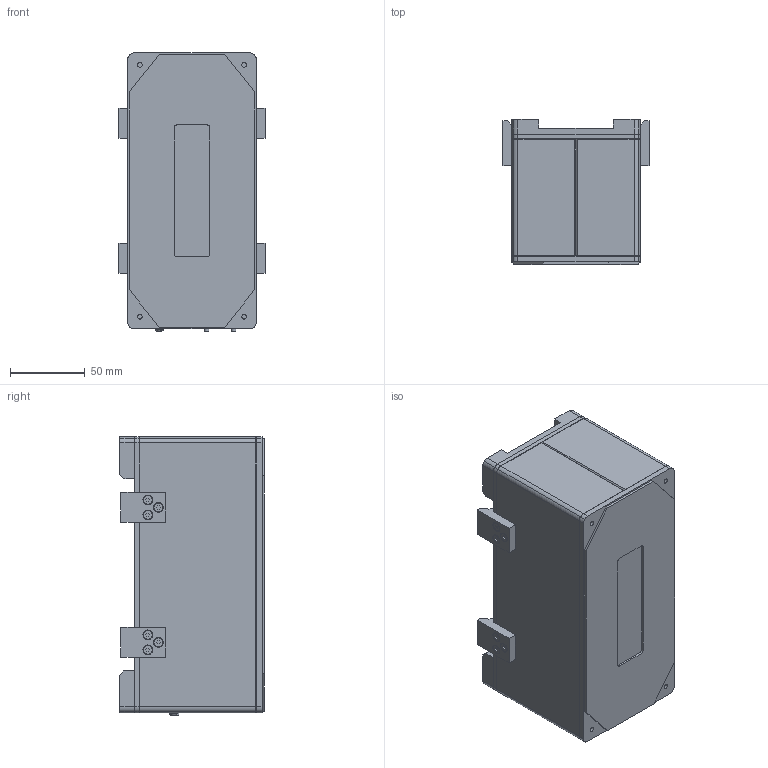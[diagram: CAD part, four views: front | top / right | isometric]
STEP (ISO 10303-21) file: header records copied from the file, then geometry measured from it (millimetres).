
FILE_DESCRIPTION (( 'STEP AP203' ), '1' );
FILE_NAME ('Express-Imager.STEP', '2020-05-05T11:55:54', ( '' ), ( '' ), 'SwSTEP 2.0', 'SolidWorks 2020', '' );
FILE_SCHEMA (( 'CONFIG_CONTROL_DESIGN' ));
Length unit declared in the file: inch
Products named in the file (1): Express-Imager
Bounding box: 97.5 x 96.5 x 185.5 mm (x, y, z)
Volume: 1397356.6 mm3; surface area: 135434.5 mm2
Topology: 24 solids, 26 shells, 705 faces, 1637 edges, 1034 vertices
Faces by surface type: plane 373, cylinder 204, cone 124, torus 4
Entity records: 20012 total; most frequent: DIRECTION 3577, CARTESIAN_POINT 3377, ORIENTED_EDGE 3274, EDGE_CURVE 1637, AXIS2_PLACEMENT_3D 1234, LINE 1109, VECTOR 1109, VERTEX_POINT 1034
